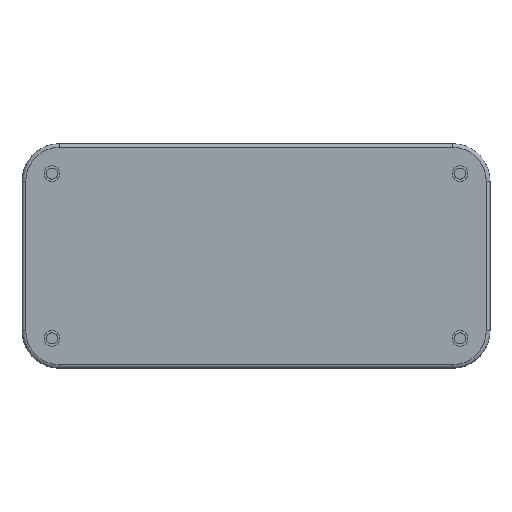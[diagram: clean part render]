
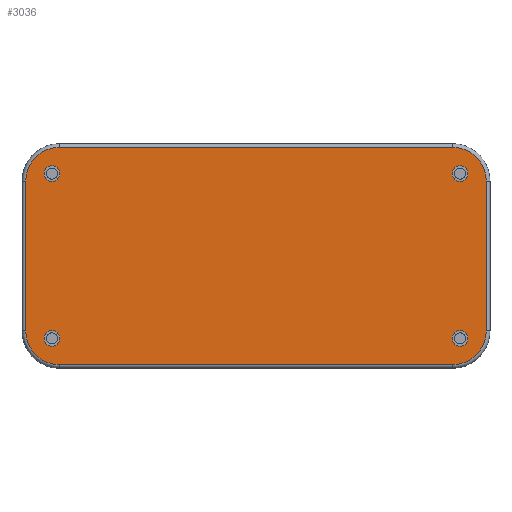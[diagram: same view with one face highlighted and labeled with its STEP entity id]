
A CAD part, front view. The second image highlights one B-rep face of the part: STEP entity #3036.
In plain terms, the highlighted planar face has unit normal (0, -1, 0).
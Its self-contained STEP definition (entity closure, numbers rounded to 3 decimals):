
#76=CIRCLE('',#3229,9.);
#80=CIRCLE('',#3235,9.);
#84=CIRCLE('',#3241,9.);
#87=CIRCLE('',#3246,9.);
#91=CIRCLE('',#3255,2.1);
#92=CIRCLE('',#3256,2.1);
#93=CIRCLE('',#3257,2.1);
#94=CIRCLE('',#3258,2.1);
#155=FACE_BOUND('',#521,.T.);
#156=FACE_BOUND('',#522,.T.);
#157=FACE_BOUND('',#523,.T.);
#158=FACE_BOUND('',#524,.T.);
#214=PLANE('',#3254);
#342=FACE_OUTER_BOUND('',#520,.T.);
#520=EDGE_LOOP('',(#2225,#2226,#2227,#2228,#2229,#2230,#2231,#2232));
#521=EDGE_LOOP('',(#2233));
#522=EDGE_LOOP('',(#2234));
#523=EDGE_LOOP('',(#2235));
#524=EDGE_LOOP('',(#2236));
#764=LINE('',#4393,#1086);
#765=LINE('',#4404,#1087);
#767=LINE('',#4416,#1089);
#769=LINE('',#4428,#1091);
#1086=VECTOR('',#3557,10.);
#1087=VECTOR('',#3570,10.);
#1089=VECTOR('',#3584,10.);
#1091=VECTOR('',#3598,10.);
#1399=VERTEX_POINT('',#4386);
#1402=VERTEX_POINT('',#4391);
#1404=VERTEX_POINT('',#4396);
#1406=VERTEX_POINT('',#4402);
#1408=VERTEX_POINT('',#4408);
#1410=VERTEX_POINT('',#4414);
#1412=VERTEX_POINT('',#4420);
#1414=VERTEX_POINT('',#4426);
#1420=VERTEX_POINT('',#4452);
#1421=VERTEX_POINT('',#4454);
#1422=VERTEX_POINT('',#4456);
#1423=VERTEX_POINT('',#4458);
#1702=EDGE_CURVE('',#1402,#1399,#764,.T.);
#1704=EDGE_CURVE('',#1404,#1402,#76,.T.);
#1707=EDGE_CURVE('',#1406,#1404,#765,.T.);
#1710=EDGE_CURVE('',#1408,#1406,#80,.T.);
#1713=EDGE_CURVE('',#1410,#1408,#767,.T.);
#1716=EDGE_CURVE('',#1412,#1410,#84,.T.);
#1719=EDGE_CURVE('',#1414,#1412,#769,.T.);
#1721=EDGE_CURVE('',#1399,#1414,#87,.T.);
#1732=EDGE_CURVE('',#1420,#1420,#91,.T.);
#1733=EDGE_CURVE('',#1421,#1421,#92,.T.);
#1734=EDGE_CURVE('',#1422,#1422,#93,.T.);
#1735=EDGE_CURVE('',#1423,#1423,#94,.T.);
#2225=ORIENTED_EDGE('',*,*,#1702,.F.);
#2226=ORIENTED_EDGE('',*,*,#1704,.F.);
#2227=ORIENTED_EDGE('',*,*,#1707,.F.);
#2228=ORIENTED_EDGE('',*,*,#1710,.F.);
#2229=ORIENTED_EDGE('',*,*,#1713,.F.);
#2230=ORIENTED_EDGE('',*,*,#1716,.F.);
#2231=ORIENTED_EDGE('',*,*,#1719,.F.);
#2232=ORIENTED_EDGE('',*,*,#1721,.F.);
#2233=ORIENTED_EDGE('',*,*,#1732,.T.);
#2234=ORIENTED_EDGE('',*,*,#1733,.T.);
#2235=ORIENTED_EDGE('',*,*,#1734,.T.);
#2236=ORIENTED_EDGE('',*,*,#1735,.T.);
#3036=ADVANCED_FACE('',(#342,#155,#156,#157,#158),#214,.T.);
#3229=AXIS2_PLACEMENT_3D('',#4398,#3562,#3563);
#3235=AXIS2_PLACEMENT_3D('',#4410,#3576,#3577);
#3241=AXIS2_PLACEMENT_3D('',#4422,#3590,#3591);
#3246=AXIS2_PLACEMENT_3D('',#4431,#3602,#3603);
#3254=AXIS2_PLACEMENT_3D('',#4451,#3625,#3626);
#3255=AXIS2_PLACEMENT_3D('',#4453,#3627,#3628);
#3256=AXIS2_PLACEMENT_3D('',#4455,#3629,#3630);
#3257=AXIS2_PLACEMENT_3D('',#4457,#3631,#3632);
#3258=AXIS2_PLACEMENT_3D('',#4459,#3633,#3634);
#3557=DIRECTION('',(-1.,0.,0.));
#3562=DIRECTION('center_axis',(0.,1.,0.));
#3563=DIRECTION('ref_axis',(0.707,0.,-0.707));
#3570=DIRECTION('',(0.,0.,-1.));
#3576=DIRECTION('center_axis',(0.,1.,0.));
#3577=DIRECTION('ref_axis',(0.707,0.,0.707));
#3584=DIRECTION('',(1.,0.,0.));
#3590=DIRECTION('center_axis',(0.,1.,0.));
#3591=DIRECTION('ref_axis',(-0.707,0.,0.707));
#3598=DIRECTION('',(0.,0.,1.));
#3602=DIRECTION('center_axis',(0.,1.,0.));
#3603=DIRECTION('ref_axis',(-0.707,0.,-0.707));
#3625=DIRECTION('center_axis',(0.,-1.,0.));
#3626=DIRECTION('ref_axis',(1.,0.,0.));
#3627=DIRECTION('center_axis',(0.,1.,0.));
#3628=DIRECTION('ref_axis',(0.,0.,-1.));
#3629=DIRECTION('center_axis',(0.,1.,0.));
#3630=DIRECTION('ref_axis',(0.,0.,-1.));
#3631=DIRECTION('center_axis',(0.,1.,0.));
#3632=DIRECTION('ref_axis',(0.,0.,-1.));
#3633=DIRECTION('center_axis',(0.,1.,0.));
#3634=DIRECTION('ref_axis',(0.,0.,-1.));
#4386=CARTESIAN_POINT('',(10.,-32.5,-59.));
#4391=CARTESIAN_POINT('',(115.,-32.5,-59.));
#4393=CARTESIAN_POINT('',(36.25,-32.5,-59.));
#4396=CARTESIAN_POINT('',(124.,-32.5,-50.));
#4398=CARTESIAN_POINT('Origin',(115.,-32.5,-50.));
#4402=CARTESIAN_POINT('',(124.,-32.5,-10.));
#4404=CARTESIAN_POINT('',(124.,-32.5,-40.));
#4408=CARTESIAN_POINT('',(115.,-32.5,-1.));
#4410=CARTESIAN_POINT('Origin',(115.,-32.5,-10.));
#4414=CARTESIAN_POINT('',(10.,-32.5,-1.));
#4416=CARTESIAN_POINT('',(88.75,-32.5,-1.));
#4420=CARTESIAN_POINT('',(1.,-32.5,-10.));
#4422=CARTESIAN_POINT('Origin',(10.,-32.5,-10.));
#4426=CARTESIAN_POINT('',(1.,-32.5,-50.));
#4428=CARTESIAN_POINT('',(1.,-32.5,-20.));
#4431=CARTESIAN_POINT('Origin',(10.,-32.5,-50.));
#4451=CARTESIAN_POINT('Origin',(62.5,-32.5,-30.));
#4452=CARTESIAN_POINT('',(8.,-32.5,-49.9));
#4453=CARTESIAN_POINT('Origin',(8.,-32.5,-52.));
#4454=CARTESIAN_POINT('',(8.,-32.5,-5.9));
#4455=CARTESIAN_POINT('Origin',(8.,-32.5,-8.));
#4456=CARTESIAN_POINT('',(117.,-32.5,-5.9));
#4457=CARTESIAN_POINT('Origin',(117.,-32.5,-8.));
#4458=CARTESIAN_POINT('',(117.,-32.5,-49.9));
#4459=CARTESIAN_POINT('Origin',(117.,-32.5,-52.));
